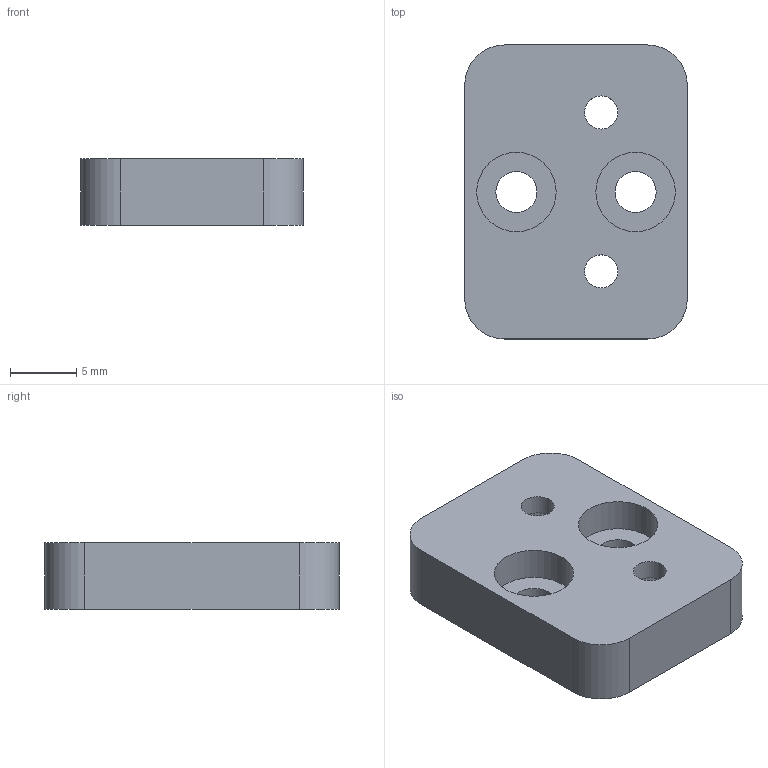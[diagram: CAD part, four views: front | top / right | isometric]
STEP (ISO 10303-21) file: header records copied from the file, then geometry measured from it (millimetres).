
FILE_DESCRIPTION(/* description */ (''),/* implementation_level */ '2;1');
FILE_NAME(/* name */ 'claw_adapter v1.step',/* time_stamp */ '2023-11-03T00:15:42+09:00',/* author */ (''),/* organization */ (''),/* preprocessor_version */ 'ST-DEVELOPER v20',/* originating_system */ 'Autodesk Translation Framework v12.14.0.127',/* authorisation */ '');
FILE_SCHEMA (('AUTOMOTIVE_DESIGN { 1 0 10303 214 3 1 1 }'));
Length unit declared in the file: millimetre
Products named in the file (1): claw_adapter
Bounding box: 16.8 x 22.2 x 5 mm (x, y, z)
Volume: 1440.6 mm3; surface area: 1348.1 mm2
Topology: 1 solids, 1 shells, 32 faces, 78 edges, 52 vertices
Faces by surface type: plane 22, cylinder 10
Full cylindrical faces by diameter (mm): 2.5 x2, 3.1 x2, 6 x2
Entity records: 991 total; most frequent: DIRECTION 164, CARTESIAN_POINT 163, ORIENTED_EDGE 156, EDGE_CURVE 78, LINE 58, VECTOR 58, AXIS2_PLACEMENT_3D 53, VERTEX_POINT 52
